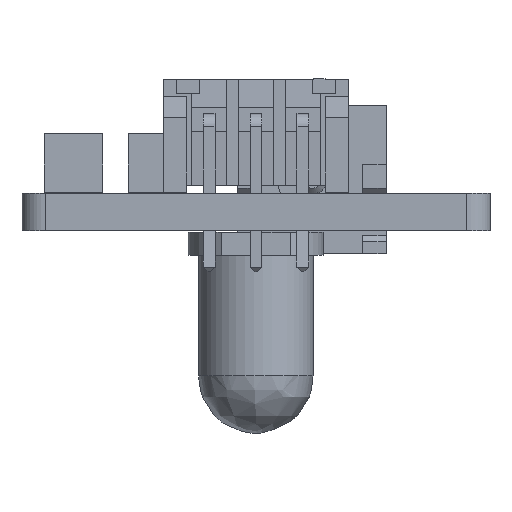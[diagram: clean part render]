
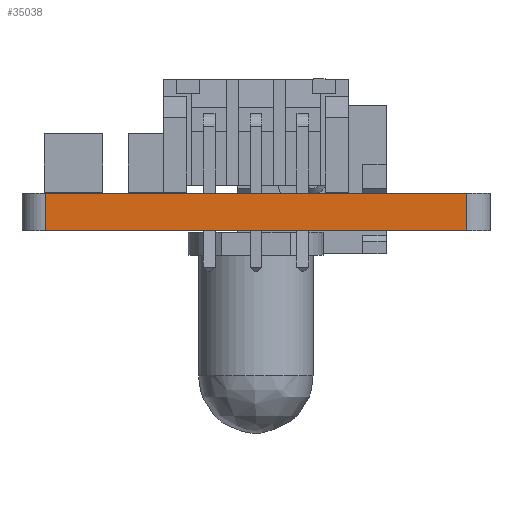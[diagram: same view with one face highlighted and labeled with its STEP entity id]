
A CAD part, front view. The second image highlights one B-rep face of the part: STEP entity #35038.
In plain terms, the highlighted planar face has unit normal (0, -1, 0).
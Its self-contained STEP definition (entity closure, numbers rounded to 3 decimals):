
#34920 = EDGE_CURVE('',#34921,#34923,#34925,.T.);
#34921 = VERTEX_POINT('',#34922);
#34922 = CARTESIAN_POINT('',(206.,-120.,0.));
#34923 = VERTEX_POINT('',#34924);
#34924 = CARTESIAN_POINT('',(206.,-120.,1.6));
#34925 = SURFACE_CURVE('',#34926,(#34930,#34942),.PCURVE_S1.);
#34926 = LINE('',#34927,#34928);
#34927 = CARTESIAN_POINT('',(206.,-120.,0.));
#34928 = VECTOR('',#34929,1.);
#34929 = DIRECTION('',(0.,0.,1.));
#34930 = PCURVE('',#34931,#34936);
#34931 = CYLINDRICAL_SURFACE('',#34932,1.);
#34932 = AXIS2_PLACEMENT_3D('',#34933,#34934,#34935);
#34933 = CARTESIAN_POINT('',(206.,-119.,0.));
#34934 = DIRECTION('',(-0.,-0.,-1.));
#34935 = DIRECTION('',(1.,0.,-0.));
#34936 = DEFINITIONAL_REPRESENTATION('',(#34937),#34941);
#34937 = LINE('',#34938,#34939);
#34938 = CARTESIAN_POINT('',(-4.712,0.));
#34939 = VECTOR('',#34940,1.);
#34940 = DIRECTION('',(-0.,-1.));
#34941 = ( GEOMETRIC_REPRESENTATION_CONTEXT(2) 
PARAMETRIC_REPRESENTATION_CONTEXT() REPRESENTATION_CONTEXT('2D SPACE',''
  ) );
#34942 = PCURVE('',#34943,#34948);
#34943 = PLANE('',#34944);
#34944 = AXIS2_PLACEMENT_3D('',#34945,#34946,#34947);
#34945 = CARTESIAN_POINT('',(206.,-120.,0.));
#34946 = DIRECTION('',(0.,-1.,0.));
#34947 = DIRECTION('',(-1.,0.,0.));
#34948 = DEFINITIONAL_REPRESENTATION('',(#34949),#34953);
#34949 = LINE('',#34950,#34951);
#34950 = CARTESIAN_POINT('',(0.,-0.));
#34951 = VECTOR('',#34952,1.);
#34952 = DIRECTION('',(0.,-1.));
#34953 = ( GEOMETRIC_REPRESENTATION_CONTEXT(2) 
PARAMETRIC_REPRESENTATION_CONTEXT() REPRESENTATION_CONTEXT('2D SPACE',''
  ) );
#34972 = PLANE('',#34973);
#34973 = AXIS2_PLACEMENT_3D('',#34974,#34975,#34976);
#34974 = CARTESIAN_POINT('',(197.,-105.,1.6));
#34975 = DIRECTION('',(0.,0.,1.));
#34976 = DIRECTION('',(1.,0.,-0.));
#35027 = PLANE('',#35028);
#35028 = AXIS2_PLACEMENT_3D('',#35029,#35030,#35031);
#35029 = CARTESIAN_POINT('',(197.,-105.,0.));
#35030 = DIRECTION('',(0.,0.,1.));
#35031 = DIRECTION('',(1.,0.,-0.));
#35038 = ADVANCED_FACE('',(#35039),#34943,.T.);
#35039 = FACE_BOUND('',#35040,.T.);
#35040 = EDGE_LOOP('',(#35041,#35042,#35065,#35093));
#35041 = ORIENTED_EDGE('',*,*,#34920,.T.);
#35042 = ORIENTED_EDGE('',*,*,#35043,.T.);
#35043 = EDGE_CURVE('',#34923,#35044,#35046,.T.);
#35044 = VERTEX_POINT('',#35045);
#35045 = CARTESIAN_POINT('',(188.,-120.,1.6));
#35046 = SURFACE_CURVE('',#35047,(#35051,#35058),.PCURVE_S1.);
#35047 = LINE('',#35048,#35049);
#35048 = CARTESIAN_POINT('',(206.,-120.,1.6));
#35049 = VECTOR('',#35050,1.);
#35050 = DIRECTION('',(-1.,0.,0.));
#35051 = PCURVE('',#34943,#35052);
#35052 = DEFINITIONAL_REPRESENTATION('',(#35053),#35057);
#35053 = LINE('',#35054,#35055);
#35054 = CARTESIAN_POINT('',(0.,-1.6));
#35055 = VECTOR('',#35056,1.);
#35056 = DIRECTION('',(1.,0.));
#35057 = ( GEOMETRIC_REPRESENTATION_CONTEXT(2) 
PARAMETRIC_REPRESENTATION_CONTEXT() REPRESENTATION_CONTEXT('2D SPACE',''
  ) );
#35058 = PCURVE('',#34972,#35059);
#35059 = DEFINITIONAL_REPRESENTATION('',(#35060),#35064);
#35060 = LINE('',#35061,#35062);
#35061 = CARTESIAN_POINT('',(9.,-15.));
#35062 = VECTOR('',#35063,1.);
#35063 = DIRECTION('',(-1.,0.));
#35064 = ( GEOMETRIC_REPRESENTATION_CONTEXT(2) 
PARAMETRIC_REPRESENTATION_CONTEXT() REPRESENTATION_CONTEXT('2D SPACE',''
  ) );
#35065 = ORIENTED_EDGE('',*,*,#35066,.F.);
#35066 = EDGE_CURVE('',#35067,#35044,#35069,.T.);
#35067 = VERTEX_POINT('',#35068);
#35068 = CARTESIAN_POINT('',(188.,-120.,0.));
#35069 = SURFACE_CURVE('',#35070,(#35074,#35081),.PCURVE_S1.);
#35070 = LINE('',#35071,#35072);
#35071 = CARTESIAN_POINT('',(188.,-120.,0.));
#35072 = VECTOR('',#35073,1.);
#35073 = DIRECTION('',(0.,0.,1.));
#35074 = PCURVE('',#34943,#35075);
#35075 = DEFINITIONAL_REPRESENTATION('',(#35076),#35080);
#35076 = LINE('',#35077,#35078);
#35077 = CARTESIAN_POINT('',(18.,0.));
#35078 = VECTOR('',#35079,1.);
#35079 = DIRECTION('',(0.,-1.));
#35080 = ( GEOMETRIC_REPRESENTATION_CONTEXT(2) 
PARAMETRIC_REPRESENTATION_CONTEXT() REPRESENTATION_CONTEXT('2D SPACE',''
  ) );
#35081 = PCURVE('',#35082,#35087);
#35082 = CYLINDRICAL_SURFACE('',#35083,1.007);
#35083 = AXIS2_PLACEMENT_3D('',#35084,#35085,#35086);
#35084 = CARTESIAN_POINT('',(188.007,-118.993,0.));
#35085 = DIRECTION('',(-0.,-0.,-1.));
#35086 = DIRECTION('',(1.,0.,-0.));
#35087 = DEFINITIONAL_REPRESENTATION('',(#35088),#35092);
#35088 = LINE('',#35089,#35090);
#35089 = CARTESIAN_POINT('',(-4.705,0.));
#35090 = VECTOR('',#35091,1.);
#35091 = DIRECTION('',(-0.,-1.));
#35092 = ( GEOMETRIC_REPRESENTATION_CONTEXT(2) 
PARAMETRIC_REPRESENTATION_CONTEXT() REPRESENTATION_CONTEXT('2D SPACE',''
  ) );
#35093 = ORIENTED_EDGE('',*,*,#35094,.F.);
#35094 = EDGE_CURVE('',#34921,#35067,#35095,.T.);
#35095 = SURFACE_CURVE('',#35096,(#35100,#35107),.PCURVE_S1.);
#35096 = LINE('',#35097,#35098);
#35097 = CARTESIAN_POINT('',(206.,-120.,0.));
#35098 = VECTOR('',#35099,1.);
#35099 = DIRECTION('',(-1.,0.,0.));
#35100 = PCURVE('',#34943,#35101);
#35101 = DEFINITIONAL_REPRESENTATION('',(#35102),#35106);
#35102 = LINE('',#35103,#35104);
#35103 = CARTESIAN_POINT('',(0.,-0.));
#35104 = VECTOR('',#35105,1.);
#35105 = DIRECTION('',(1.,0.));
#35106 = ( GEOMETRIC_REPRESENTATION_CONTEXT(2) 
PARAMETRIC_REPRESENTATION_CONTEXT() REPRESENTATION_CONTEXT('2D SPACE',''
  ) );
#35107 = PCURVE('',#35027,#35108);
#35108 = DEFINITIONAL_REPRESENTATION('',(#35109),#35113);
#35109 = LINE('',#35110,#35111);
#35110 = CARTESIAN_POINT('',(9.,-15.));
#35111 = VECTOR('',#35112,1.);
#35112 = DIRECTION('',(-1.,0.));
#35113 = ( GEOMETRIC_REPRESENTATION_CONTEXT(2) 
PARAMETRIC_REPRESENTATION_CONTEXT() REPRESENTATION_CONTEXT('2D SPACE',''
  ) );
